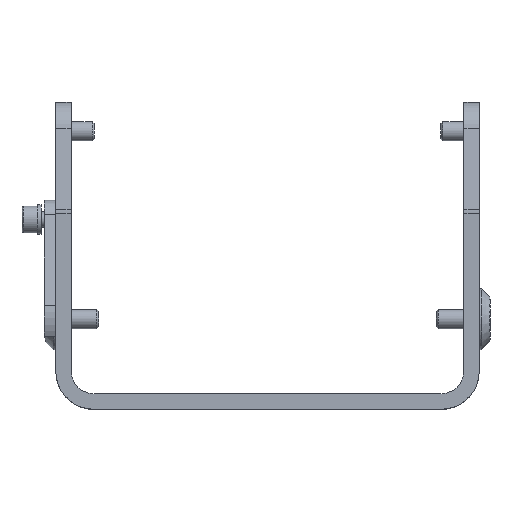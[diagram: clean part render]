
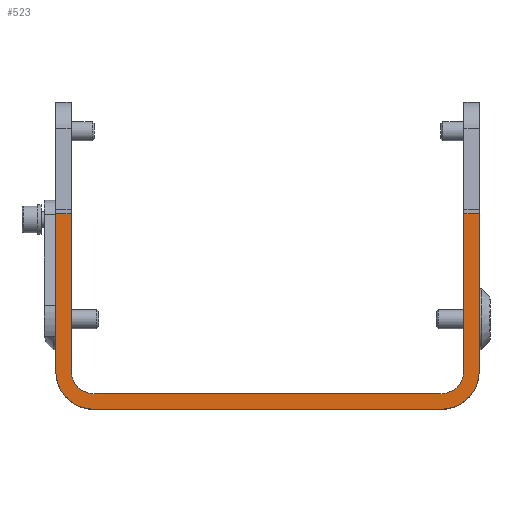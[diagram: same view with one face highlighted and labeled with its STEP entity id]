
A CAD part, top view. The second image highlights one B-rep face of the part: STEP entity #523.
In plain terms, the highlighted planar face has unit normal (0, 0, 1).
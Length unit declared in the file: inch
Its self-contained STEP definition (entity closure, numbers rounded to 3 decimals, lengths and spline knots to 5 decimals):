
#45 = EDGE_CURVE ( 'NONE', #4692, #4776, #4176, .T. ) ;
#92 = VECTOR ( 'NONE', #4920, 39.37008 ) ;
#133 = CARTESIAN_POINT ( 'NONE',  ( -2.01575, -0.51181, 0.43307 ) ) ;
#136 = CIRCLE ( 'NONE', #4230, 0.23622 ) ;
#139 = VERTEX_POINT ( 'NONE', #349 ) ;
#147 = VERTEX_POINT ( 'NONE', #1209 ) ;
#208 = DIRECTION ( 'NONE',  ( 0., 0., -1. ) ) ;
#251 = LINE ( 'NONE', #4203, #1050 ) ;
#314 = VERTEX_POINT ( 'NONE', #375 ) ;
#349 = CARTESIAN_POINT ( 'NONE',  ( 2.17323, 1.49524, 0.43307 ) ) ;
#375 = CARTESIAN_POINT ( 'NONE',  ( 2.17323, -0.11811, 0.43307 ) ) ;
#422 = DIRECTION ( 'NONE',  ( 0., -1., 0. ) ) ;
#464 = EDGE_CURVE ( 'NONE', #4592, #3094, #2164, .T. ) ;
#523 = ADVANCED_FACE ( 'NONE', ( #4600 ), #5046, .F. ) ;
#548 = ORIENTED_EDGE ( 'NONE', *, *, #2112, .F. ) ;
#597 = DIRECTION ( 'NONE',  ( 1., 0., 0. ) ) ;
#601 = DIRECTION ( 'NONE',  ( -1., 0., 0. ) ) ;
#616 = EDGE_CURVE ( 'NONE', #4434, #4862, #4782, .T. ) ;
#763 = AXIS2_PLACEMENT_3D ( 'NONE', #133, #208, #3814 ) ;
#870 = LINE ( 'NONE', #2884, #92 ) ;
#975 = CARTESIAN_POINT ( 'NONE',  ( 2.01575, -0.11811, 0.43307 ) ) ;
#1050 = VECTOR ( 'NONE', #4228, 39.37008 ) ;
#1131 = CARTESIAN_POINT ( 'NONE',  ( -2.01575, 1.49524, 0.43307 ) ) ;
#1146 = CARTESIAN_POINT ( 'NONE',  ( -1.77953, -0.51181, 0.43307 ) ) ;
#1160 = EDGE_CURVE ( 'NONE', #4862, #147, #1509, .T. ) ;
#1209 = CARTESIAN_POINT ( 'NONE',  ( -2.01575, -0.11811, 0.43307 ) ) ;
#1252 = EDGE_CURVE ( 'NONE', #139, #314, #251, .T. ) ;
#1359 = VECTOR ( 'NONE', #3288, 39.37008 ) ;
#1426 = ORIENTED_EDGE ( 'NONE', *, *, #4960, .T. ) ;
#1435 = VECTOR ( 'NONE', #3412, 39.37008 ) ;
#1509 = LINE ( 'NONE', #3126, #3856 ) ;
#1542 = ORIENTED_EDGE ( 'NONE', *, *, #464, .F. ) ;
#1723 = CARTESIAN_POINT ( 'NONE',  ( 1.77953, -0.35433, 0.43307 ) ) ;
#1786 = CIRCLE ( 'NONE', #4762, 0.23622 ) ;
#1958 = DIRECTION ( 'NONE',  ( 0., 0., 1. ) ) ;
#2112 = EDGE_CURVE ( 'NONE', #147, #4692, #136, .T. ) ;
#2164 = LINE ( 'NONE', #3839, #1435 ) ;
#2287 = CIRCLE ( 'NONE', #4938, 0.3937 ) ;
#2297 = DIRECTION ( 'NONE',  ( 0., 1., 0. ) ) ;
#2386 = CARTESIAN_POINT ( 'NONE',  ( -1.77953, -0.11811, 0.43307 ) ) ;
#2446 = CARTESIAN_POINT ( 'NONE',  ( -2.17323, 1.49524, 0.43307 ) ) ;
#2467 = EDGE_CURVE ( 'NONE', #4757, #4434, #4323, .T. ) ;
#2505 = ORIENTED_EDGE ( 'NONE', *, *, #4611, .F. ) ;
#2644 = EDGE_CURVE ( 'NONE', #3094, #139, #870, .T. ) ;
#2649 = DIRECTION ( 'NONE',  ( 0., 0., -1. ) ) ;
#2723 = CARTESIAN_POINT ( 'NONE',  ( -2.17323, -0.51181, 0.43307 ) ) ;
#2733 = DIRECTION ( 'NONE',  ( 0., -1., 0. ) ) ;
#2884 = CARTESIAN_POINT ( 'NONE',  ( -2.01575, 1.49524, 0.43307 ) ) ;
#2971 = VECTOR ( 'NONE', #597, 39.37008 ) ;
#2987 = CARTESIAN_POINT ( 'NONE',  ( -2.01575, -0.51181, 0.43307 ) ) ;
#2992 = ORIENTED_EDGE ( 'NONE', *, *, #45, .F. ) ;
#3093 = CARTESIAN_POINT ( 'NONE',  ( -2.17323, -0.11811, 0.43307 ) ) ;
#3094 = VERTEX_POINT ( 'NONE', #3188 ) ;
#3102 = ORIENTED_EDGE ( 'NONE', *, *, #1160, .F. ) ;
#3126 = CARTESIAN_POINT ( 'NONE',  ( -2.01575, -0.51181, 0.43307 ) ) ;
#3188 = CARTESIAN_POINT ( 'NONE',  ( 2.01575, 1.49524, 0.43307 ) ) ;
#3278 = ORIENTED_EDGE ( 'NONE', *, *, #1252, .F. ) ;
#3288 = DIRECTION ( 'NONE',  ( 1., 0., 0. ) ) ;
#3295 = ORIENTED_EDGE ( 'NONE', *, *, #2644, .F. ) ;
#3354 = VERTEX_POINT ( 'NONE', #3550 ) ;
#3412 = DIRECTION ( 'NONE',  ( 0., 1., 0. ) ) ;
#3472 = VECTOR ( 'NONE', #5149, 39.37008 ) ;
#3523 = CARTESIAN_POINT ( 'NONE',  ( -1.77953, -0.35433, 0.43307 ) ) ;
#3550 = CARTESIAN_POINT ( 'NONE',  ( 1.77953, -0.51181, 0.43307 ) ) ;
#3576 = DIRECTION ( 'NONE',  ( 0., 1., 0. ) ) ;
#3744 = ORIENTED_EDGE ( 'NONE', *, *, #2467, .F. ) ;
#3750 = ORIENTED_EDGE ( 'NONE', *, *, #616, .F. ) ;
#3814 = DIRECTION ( 'NONE',  ( -1., 0., 0. ) ) ;
#3839 = CARTESIAN_POINT ( 'NONE',  ( 2.01575, -0.51181, 0.43307 ) ) ;
#3856 = VECTOR ( 'NONE', #2733, 39.37008 ) ;
#4074 = CARTESIAN_POINT ( 'NONE',  ( -2.01575, -0.35433, 0.43307 ) ) ;
#4099 = CARTESIAN_POINT ( 'NONE',  ( 1.77953, -0.11811, 0.43307 ) ) ;
#4174 = CARTESIAN_POINT ( 'NONE',  ( -2.01575, 1.49524, 0.43307 ) ) ;
#4176 = LINE ( 'NONE', #4074, #1359 ) ;
#4203 = CARTESIAN_POINT ( 'NONE',  ( 2.17323, -0.51181, 0.43307 ) ) ;
#4228 = DIRECTION ( 'NONE',  ( 0., -1., 0. ) ) ;
#4230 = AXIS2_PLACEMENT_3D ( 'NONE', #4812, #1958, #3576 ) ;
#4264 = ORIENTED_EDGE ( 'NONE', *, *, #4665, .F. ) ;
#4275 = VERTEX_POINT ( 'NONE', #1146 ) ;
#4323 = LINE ( 'NONE', #2723, #4447 ) ;
#4326 = CIRCLE ( 'NONE', #4516, 0.3937 ) ;
#4434 = VERTEX_POINT ( 'NONE', #2446 ) ;
#4447 = VECTOR ( 'NONE', #2297, 39.37008 ) ;
#4516 = AXIS2_PLACEMENT_3D ( 'NONE', #5054, #2649, #601 ) ;
#4592 = VERTEX_POINT ( 'NONE', #975 ) ;
#4600 = FACE_OUTER_BOUND ( 'NONE', #4788, .T. ) ;
#4611 = EDGE_CURVE ( 'NONE', #314, #3354, #4326, .T. ) ;
#4665 = EDGE_CURVE ( 'NONE', #4275, #4757, #2287, .T. ) ;
#4676 = LINE ( 'NONE', #2987, #2971 ) ;
#4692 = VERTEX_POINT ( 'NONE', #3523 ) ;
#4757 = VERTEX_POINT ( 'NONE', #3093 ) ;
#4762 = AXIS2_PLACEMENT_3D ( 'NONE', #4099, #4972, #422 ) ;
#4776 = VERTEX_POINT ( 'NONE', #1723 ) ;
#4782 = LINE ( 'NONE', #1131, #3472 ) ;
#4788 = EDGE_LOOP ( 'NONE', ( #2505, #3278, #3295, #1542, #4958, #2992, #548, #3102, #3750, #3744, #4264, #1426 ) ) ;
#4812 = CARTESIAN_POINT ( 'NONE',  ( -1.77953, -0.11811, 0.43307 ) ) ;
#4862 = VERTEX_POINT ( 'NONE', #4174 ) ;
#4920 = DIRECTION ( 'NONE',  ( 1., 0., 0. ) ) ;
#4938 = AXIS2_PLACEMENT_3D ( 'NONE', #2386, #5247, #5192 ) ;
#4958 = ORIENTED_EDGE ( 'NONE', *, *, #5220, .F. ) ;
#4960 = EDGE_CURVE ( 'NONE', #4275, #3354, #4676, .T. ) ;
#4972 = DIRECTION ( 'NONE',  ( 0., 0., 1. ) ) ;
#5046 = PLANE ( 'NONE',  #763 ) ;
#5054 = CARTESIAN_POINT ( 'NONE',  ( 1.77953, -0.11811, 0.43307 ) ) ;
#5149 = DIRECTION ( 'NONE',  ( 1., 0., 0. ) ) ;
#5192 = DIRECTION ( 'NONE',  ( 1., 0., 0. ) ) ;
#5220 = EDGE_CURVE ( 'NONE', #4776, #4592, #1786, .T. ) ;
#5247 = DIRECTION ( 'NONE',  ( 0., 0., -1. ) ) ;
